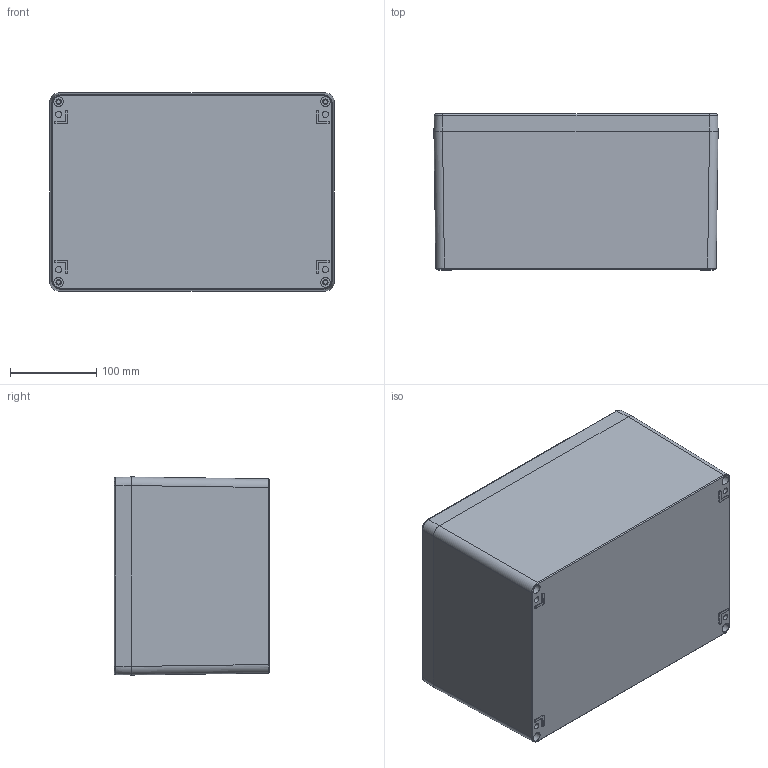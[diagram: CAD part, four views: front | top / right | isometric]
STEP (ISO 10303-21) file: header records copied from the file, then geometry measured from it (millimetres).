
FILE_DESCRIPTION (( 'STEP AP214' ), '1' );
FILE_NAME ('2374-3323-18-50.step', '2023-11-08T10:39:02', ( '' ), ( '' ), 'SwSTEP 2.0', 'SolidWorks 2019', '' );
FILE_SCHEMA (( 'AUTOMOTIVE_DESIGN' ));
Length unit declared in the file: millimetre
Products named in the file (7): SchutzleiteranschlussM6x10; DeckelschraubeM6x24; Deckel^2374-3323-18-50; Unterteil^2374-3323-18-50; 2374-3323-18-50; SchutzleiteranschlussM4x8
Assembly tree (12 placements, depth 3):
  2374-3323-18-50
    2374-3323-18-50
      Unterteil^2374-3323-18-50
      SchutzleiteranschlussM6x10  x4
      Deckel^2374-3323-18-50
      SchutzleiteranschlussM4x8
      DeckelschraubeM6x24  x4
Bounding box: 330 x 181 x 230 mm (x, y, z)
Volume: 439919.4 mm3; surface area: 745237.9 mm2
Topology: 15 solids, 30 shells, 1204 faces, 3155 edges, 1994 vertices
Faces by surface type: plane 488, cylinder 404, cone 195, bspline 81, torus 36
Entity records: 34649 total; most frequent: CARTESIAN_POINT 16030, ORIENTED_EDGE 4096, DIRECTION 3349, EDGE_CURVE 2076, VERTEX_POINT 1319, AXIS2_PLACEMENT_3D 1272, EDGE_LOOP 901, FACE_OUTER_BOUND 819
